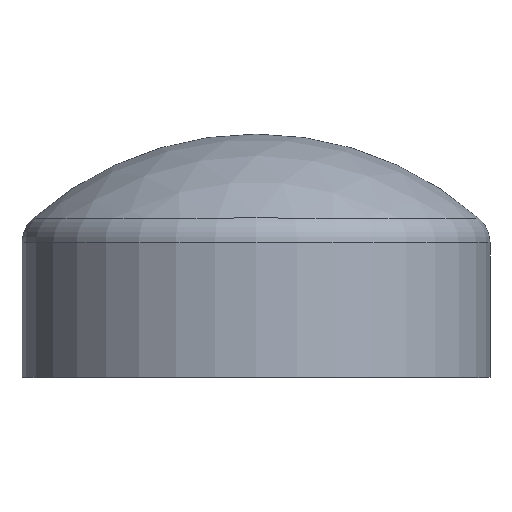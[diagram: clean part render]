
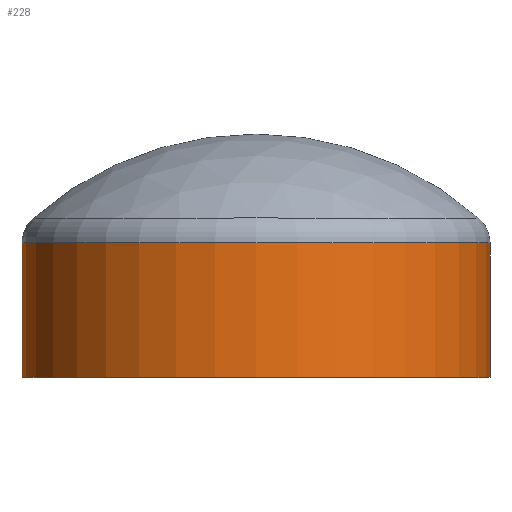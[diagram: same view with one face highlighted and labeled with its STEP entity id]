
A CAD part, top view. The second image highlights one B-rep face of the part: STEP entity #228.
In plain terms, the highlighted cylindrical face has radius 12.5 mm (diameter 25 mm), a partial arc.
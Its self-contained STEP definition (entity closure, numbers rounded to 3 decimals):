
#9 = ORIENTED_EDGE ( 'NONE', *, *, #185, .T. ) ;
#19 = EDGE_CURVE ( 'NONE', #166, #53, #177, .T. ) ;
#20 = CARTESIAN_POINT ( 'NONE',  ( 0., 0., 0. ) ) ;
#37 = CARTESIAN_POINT ( 'NONE',  ( 12.5, 7.186, 0. ) ) ;
#51 = DIRECTION ( 'NONE',  ( -1., 0., 0. ) ) ;
#53 = VERTEX_POINT ( 'NONE', #37 ) ;
#66 = EDGE_CURVE ( 'NONE', #304, #89, #352, .T. ) ;
#74 = CARTESIAN_POINT ( 'NONE',  ( 12.5, 2817.965, 0. ) ) ;
#78 = CARTESIAN_POINT ( 'NONE',  ( 0., 7.186, 0. ) ) ;
#80 = CYLINDRICAL_SURFACE ( 'NONE', #190, 12.5 ) ;
#88 = CARTESIAN_POINT ( 'NONE',  ( -12.5, 0., 0. ) ) ;
#89 = VERTEX_POINT ( 'NONE', #162 ) ;
#92 = EDGE_LOOP ( 'NONE', ( #9, #262, #265, #314 ) ) ;
#96 = CARTESIAN_POINT ( 'NONE',  ( -12.5, 2817.965, 0. ) ) ;
#102 = CARTESIAN_POINT ( 'NONE',  ( 12.5, 0., 0. ) ) ;
#105 = EDGE_CURVE ( 'NONE', #89, #53, #274, .T. ) ;
#106 = FACE_OUTER_BOUND ( 'NONE', #92, .T. ) ;
#107 = DIRECTION ( 'NONE',  ( -1., 0., 0. ) ) ;
#113 = AXIS2_PLACEMENT_3D ( 'NONE', #78, #183, #129 ) ;
#127 = VECTOR ( 'NONE', #266, 1000. ) ;
#129 = DIRECTION ( 'NONE',  ( -1., 0., 0. ) ) ;
#162 = CARTESIAN_POINT ( 'NONE',  ( -12.5, 7.186, 0. ) ) ;
#166 = VERTEX_POINT ( 'NONE', #102 ) ;
#177 = LINE ( 'NONE', #74, #184 ) ;
#180 = DIRECTION ( 'NONE',  ( 0., 1., 0. ) ) ;
#183 = DIRECTION ( 'NONE',  ( 0., 1., 0. ) ) ;
#184 = VECTOR ( 'NONE', #180, 1000. ) ;
#185 = EDGE_CURVE ( 'NONE', #304, #166, #248, .T. ) ;
#188 = CARTESIAN_POINT ( 'NONE',  ( 0., 2817.965, 0. ) ) ;
#190 = AXIS2_PLACEMENT_3D ( 'NONE', #188, #359, #107 ) ;
#225 = AXIS2_PLACEMENT_3D ( 'NONE', #20, #275, #51 ) ;
#228 = ADVANCED_FACE ( 'NONE', ( #106 ), #80, .T. ) ;
#248 = CIRCLE ( 'NONE', #225, 12.5 ) ;
#262 = ORIENTED_EDGE ( 'NONE', *, *, #19, .T. ) ;
#265 = ORIENTED_EDGE ( 'NONE', *, *, #105, .F. ) ;
#266 = DIRECTION ( 'NONE',  ( 0., 1., 0. ) ) ;
#274 = CIRCLE ( 'NONE', #113, 12.5 ) ;
#275 = DIRECTION ( 'NONE',  ( 0., 1., 0. ) ) ;
#304 = VERTEX_POINT ( 'NONE', #88 ) ;
#314 = ORIENTED_EDGE ( 'NONE', *, *, #66, .F. ) ;
#352 = LINE ( 'NONE', #96, #127 ) ;
#359 = DIRECTION ( 'NONE',  ( 0., 1., 0. ) ) ;
